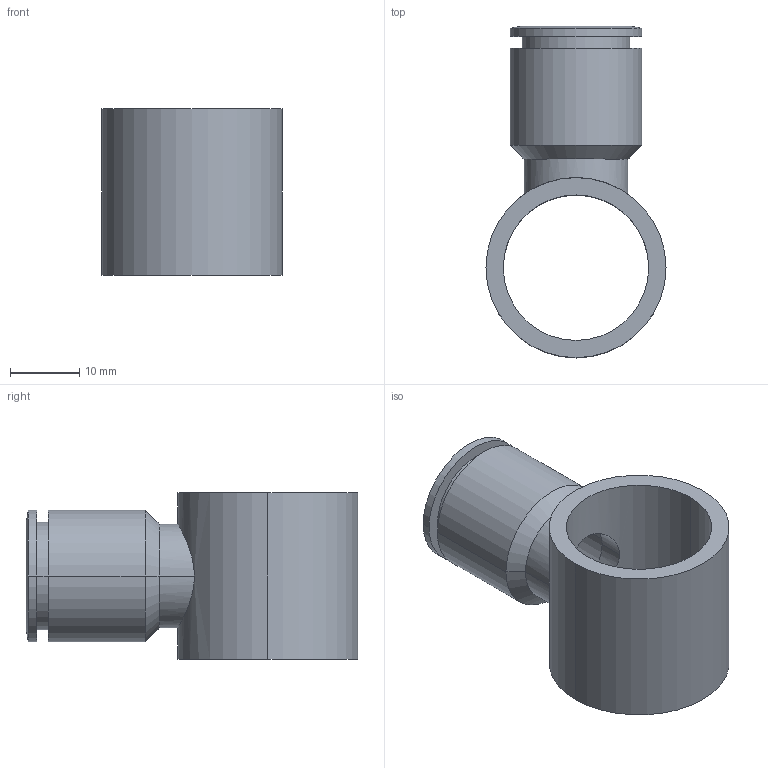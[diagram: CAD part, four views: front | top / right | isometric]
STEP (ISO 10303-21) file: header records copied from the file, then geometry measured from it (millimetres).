
FILE_DESCRIPTION((''),'2;1');
FILE_NAME('131212.stp','2003-05-26T16:54:15',('maffial1'),(''),'Autodesk Inventor (R) 6.0','Autodesk Inventor (R) 6.0','');
FILE_SCHEMA(('AUTOMOTIVE_DESIGN { 1 0 10303 214 1 1 1 1 }'));
Length unit declared in the file: millimetre
Products named in the file (1): 131212
Bounding box: 26 x 47.9 x 24 mm (x, y, z)
Volume: 7315.1 mm3; surface area: 6305.9 mm2
Topology: 1 solids, 1 shells, 26 faces, 54 edges, 34 vertices
Faces by surface type: cylinder 14, plane 5, cone 4, bspline 3
Entity records: 817 total; most frequent: CARTESIAN_POINT 220, DIRECTION 128, ORIENTED_EDGE 108, AXIS2_PLACEMENT_3D 54, EDGE_CURVE 54, VERTEX_POINT 34, EDGE_LOOP 34, CIRCLE 30
